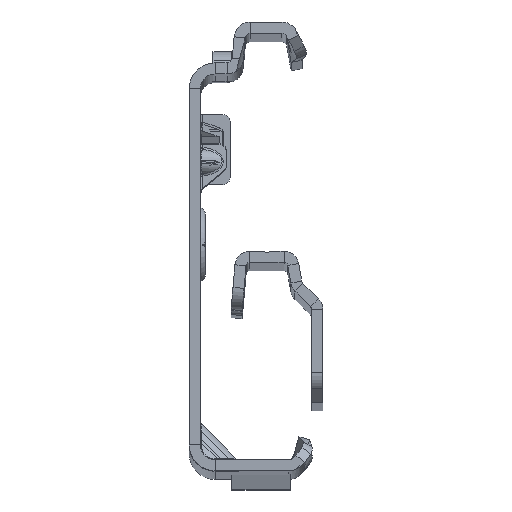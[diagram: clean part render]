
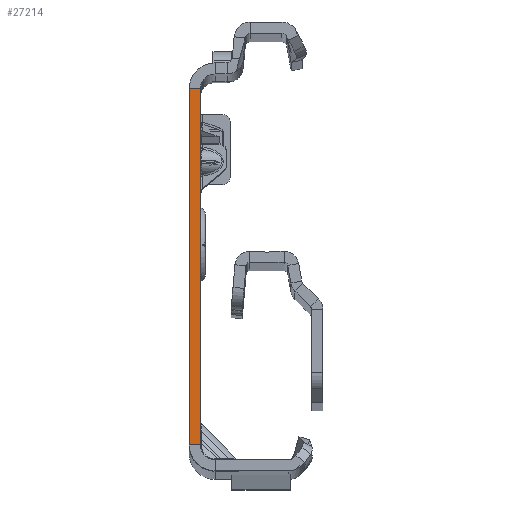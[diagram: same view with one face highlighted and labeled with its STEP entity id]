
A CAD part, top view. The second image highlights one B-rep face of the part: STEP entity #27214.
In plain terms, the highlighted planar face has unit normal (0, 0, 1).
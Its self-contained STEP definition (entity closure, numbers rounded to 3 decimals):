
#1570 = EDGE_CURVE ( 'NONE', #24201, #43956, #17169, .T. ) ;
#2545 = CARTESIAN_POINT ( 'NONE',  ( -1.5, -27.865, 0. ) ) ;
#3265 = ORIENTED_EDGE ( 'NONE', *, *, #27720, .F. ) ;
#7839 = FACE_OUTER_BOUND ( 'NONE', #10822, .T. ) ;
#8498 = VERTEX_POINT ( 'NONE', #33692 ) ;
#9546 = EDGE_CURVE ( 'NONE', #24201, #39633, #10674, .T. ) ;
#10674 = LINE ( 'NONE', #35104, #38198 ) ;
#10822 = EDGE_LOOP ( 'NONE', ( #26661, #33607, #12098, #3265 ) ) ;
#12098 = ORIENTED_EDGE ( 'NONE', *, *, #24500, .T. ) ;
#13205 = CARTESIAN_POINT ( 'NONE',  ( -1.5, 22.135, 0. ) ) ;
#17169 = LINE ( 'NONE', #29639, #38906 ) ;
#19074 = DIRECTION ( 'NONE',  ( 0., -1., 0. ) ) ;
#22869 = DIRECTION ( 'NONE',  ( -1., 0., 0. ) ) ;
#24201 = VERTEX_POINT ( 'NONE', #32978 ) ;
#24500 = EDGE_CURVE ( 'NONE', #39633, #8498, #39698, .T. ) ;
#24935 = CARTESIAN_POINT ( 'NONE',  ( -1.5, -27.865, 0. ) ) ;
#25457 = DIRECTION ( 'NONE',  ( 0., 0., 1. ) ) ;
#26548 = AXIS2_PLACEMENT_3D ( 'NONE', #24935, #25457, #29517 ) ;
#26661 = ORIENTED_EDGE ( 'NONE', *, *, #1570, .F. ) ;
#27214 = ADVANCED_FACE ( 'NONE', ( #7839 ), #33606, .T. ) ;
#27720 = EDGE_CURVE ( 'NONE', #43956, #8498, #39663, .T. ) ;
#28954 = VECTOR ( 'NONE', #22869, 1000. ) ;
#29517 = DIRECTION ( 'NONE',  ( 1., 0., 0. ) ) ;
#29639 = CARTESIAN_POINT ( 'NONE',  ( 0., -27.865, 0. ) ) ;
#31033 = DIRECTION ( 'NONE',  ( -1., 0., 0. ) ) ;
#32978 = CARTESIAN_POINT ( 'NONE',  ( 0., 22.135, 0. ) ) ;
#33606 = PLANE ( 'NONE',  #26548 ) ;
#33607 = ORIENTED_EDGE ( 'NONE', *, *, #9546, .T. ) ;
#33692 = CARTESIAN_POINT ( 'NONE',  ( -1.5, -25.865, 0. ) ) ;
#35104 = CARTESIAN_POINT ( 'NONE',  ( 0., 22.135, 0. ) ) ;
#38198 = VECTOR ( 'NONE', #31033, 1000. ) ;
#38351 = VECTOR ( 'NONE', #19074, 1000. ) ;
#38906 = VECTOR ( 'NONE', #46703, 1000. ) ;
#39633 = VERTEX_POINT ( 'NONE', #13205 ) ;
#39663 = LINE ( 'NONE', #48071, #28954 ) ;
#39698 = LINE ( 'NONE', #2545, #38351 ) ;
#43956 = VERTEX_POINT ( 'NONE', #47851 ) ;
#46703 = DIRECTION ( 'NONE',  ( 0., -1., 0. ) ) ;
#47851 = CARTESIAN_POINT ( 'NONE',  ( 0., -25.865, 0. ) ) ;
#48071 = CARTESIAN_POINT ( 'NONE',  ( 0., -25.865, 0. ) ) ;
